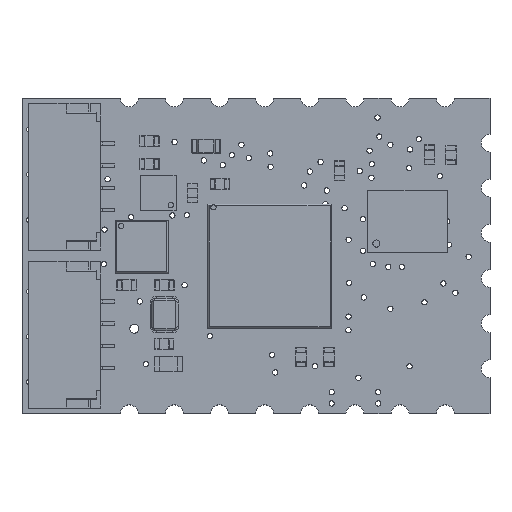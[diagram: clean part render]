
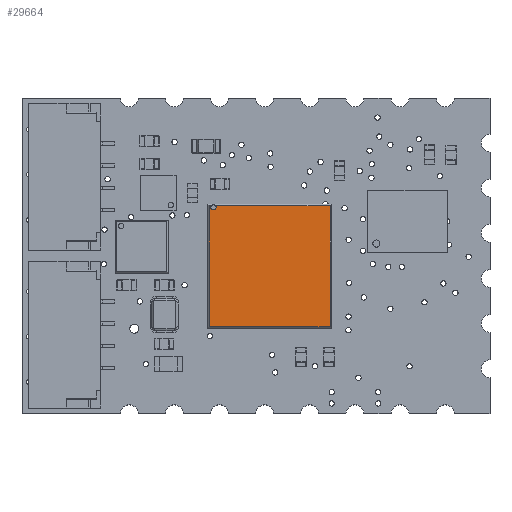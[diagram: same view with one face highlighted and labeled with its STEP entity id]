
A CAD part, top view. The second image highlights one B-rep face of the part: STEP entity #29664.
In plain terms, the highlighted face is planar.
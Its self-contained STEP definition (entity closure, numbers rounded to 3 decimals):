
#734=PLANE('',#31859);
#2200=FACE_OUTER_BOUND('',#4031,.T.);
#4031=EDGE_LOOP('',(#21773,#21774,#21775,#21776,#21777,#21778));
#5584=CIRCLE('',#31857,0.15);
#6594=LINE('',#43593,#10148);
#6595=LINE('',#43595,#10149);
#6596=LINE('',#43597,#10150);
#6597=LINE('',#43599,#10151);
#6598=LINE('',#43600,#10152);
#10148=VECTOR('',#35519,1.);
#10149=VECTOR('',#35520,1.);
#10150=VECTOR('',#35521,1.);
#10151=VECTOR('',#35522,1.);
#10152=VECTOR('',#35523,1.);
#13648=VERTEX_POINT('',#43582);
#13650=VERTEX_POINT('',#43586);
#13651=VERTEX_POINT('',#43592);
#13652=VERTEX_POINT('',#43594);
#13653=VERTEX_POINT('',#43596);
#13654=VERTEX_POINT('',#43598);
#16644=EDGE_CURVE('',#13648,#13650,#5584,.T.);
#16646=EDGE_CURVE('',#13651,#13650,#6594,.T.);
#16647=EDGE_CURVE('',#13652,#13651,#6595,.T.);
#16648=EDGE_CURVE('',#13653,#13652,#6596,.T.);
#16649=EDGE_CURVE('',#13654,#13653,#6597,.T.);
#16650=EDGE_CURVE('',#13648,#13654,#6598,.T.);
#21773=ORIENTED_EDGE('',*,*,#16644,.T.);
#21774=ORIENTED_EDGE('',*,*,#16646,.F.);
#21775=ORIENTED_EDGE('',*,*,#16647,.F.);
#21776=ORIENTED_EDGE('',*,*,#16648,.F.);
#21777=ORIENTED_EDGE('',*,*,#16649,.F.);
#21778=ORIENTED_EDGE('',*,*,#16650,.F.);
#29664=ADVANCED_FACE('',(#2200),#734,.T.);
#31857=AXIS2_PLACEMENT_3D('',#43588,#35512,#35513);
#31859=AXIS2_PLACEMENT_3D('',#43591,#35517,#35518);
#35512=DIRECTION('center_axis',(0.,0.,-1.));
#35513=DIRECTION('ref_axis',(1.,0.,0.));
#35517=DIRECTION('center_axis',(0.,0.,1.));
#35518=DIRECTION('ref_axis',(-1.,0.,0.));
#35519=DIRECTION('',(1.,0.,0.));
#35520=DIRECTION('',(0.,1.,0.));
#35521=DIRECTION('',(-1.,0.,0.));
#35522=DIRECTION('',(0.,-1.,0.));
#35523=DIRECTION('',(1.,0.,0.));
#43582=CARTESIAN_POINT('',(-3.039,3.405,1.));
#43586=CARTESIAN_POINT('',(-3.281,3.405,1.));
#43588=CARTESIAN_POINT('Origin',(-3.16,3.317,1.));
#43591=CARTESIAN_POINT('Origin',(-3.5,3.5,1.));
#43592=CARTESIAN_POINT('',(-3.405,3.405,1.));
#43593=CARTESIAN_POINT('',(-0.001,3.405,1.));
#43594=CARTESIAN_POINT('',(-3.405,-3.403,1.));
#43595=CARTESIAN_POINT('',(-3.405,3.5,1.));
#43596=CARTESIAN_POINT('',(3.403,-3.403,1.));
#43597=CARTESIAN_POINT('',(-3.5,-3.403,1.));
#43598=CARTESIAN_POINT('',(3.403,3.405,1.));
#43599=CARTESIAN_POINT('',(3.403,0.001,1.));
#43600=CARTESIAN_POINT('',(-0.001,3.405,1.));
